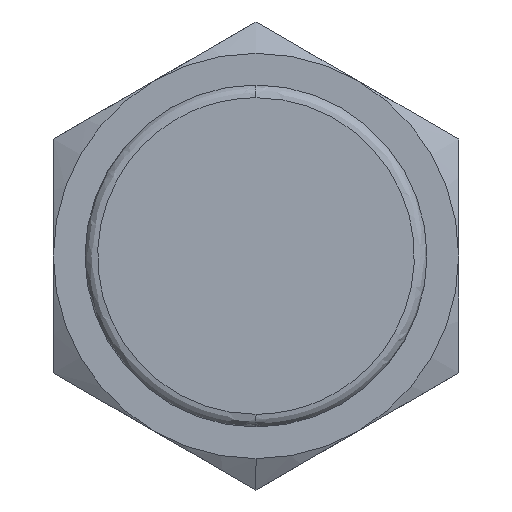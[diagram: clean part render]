
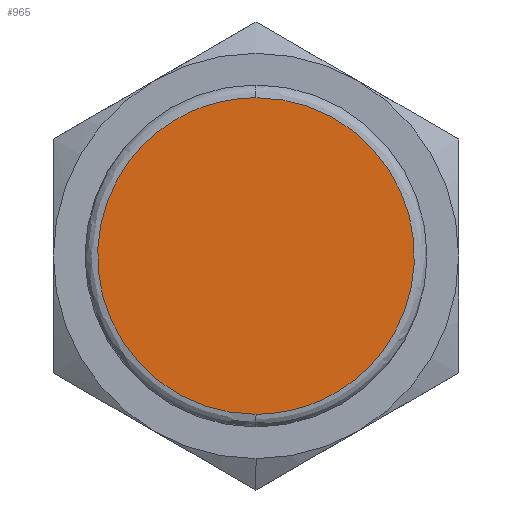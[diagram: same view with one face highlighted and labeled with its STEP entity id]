
A CAD part, left-side view. The second image highlights one B-rep face of the part: STEP entity #965.
In plain terms, the highlighted planar face has unit normal (-1, 0, 0).
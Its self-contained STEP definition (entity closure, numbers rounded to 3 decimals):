
#56 = CARTESIAN_POINT ( 'NONE',  ( -4.5, 0., -12.5 ) ) ;
#156 = CARTESIAN_POINT ( 'NONE',  ( -4.5, 0., -12.5 ) ) ;
#230 = CARTESIAN_POINT ( 'NONE',  ( -4.5, 0., 12.5 ) ) ;
#339 = EDGE_CURVE ( 'NONE', #1125, #2672, #703, .T. ) ;
#703 =( BOUNDED_CURVE ( )  B_SPLINE_CURVE ( 3, ( #2848, #1857, #3634, #1181 ),
 .UNSPECIFIED., .F., .F. ) 
 B_SPLINE_CURVE_WITH_KNOTS ( ( 4, 4 ),
 ( 0.25, 0.75 ),
 .UNSPECIFIED. ) 
 CURVE ( )  GEOMETRIC_REPRESENTATION_ITEM ( )  RATIONAL_B_SPLINE_CURVE ( ( 1., 0.333, 0.333, 1. ) ) 
 REPRESENTATION_ITEM ( '' )  );
#804 = ORIENTED_EDGE ( 'NONE', *, *, #339, .F. ) ;
#833 = CARTESIAN_POINT ( 'NONE',  ( -4.5, 25., 12.5 ) ) ;
#962 = DIRECTION ( 'NONE',  ( 0., 0., 1. ) ) ;
#965 = ADVANCED_FACE ( 'NONE', ( #3344 ), #3153, .T. ) ;
#1040 =( BOUNDED_CURVE ( )  B_SPLINE_CURVE ( 3, ( #156, #1810, #833, #3135 ),
 .UNSPECIFIED., .F., .T. ) 
 B_SPLINE_CURVE_WITH_KNOTS ( ( 4, 4 ),
 ( 0.75, 1.25 ),
 .UNSPECIFIED. ) 
 CURVE ( )  GEOMETRIC_REPRESENTATION_ITEM ( )  RATIONAL_B_SPLINE_CURVE ( ( 1., 0.333, 0.333, 1. ) ) 
 REPRESENTATION_ITEM ( '' )  );
#1125 = VERTEX_POINT ( 'NONE', #230 ) ;
#1133 = DIRECTION ( 'NONE',  ( -1., 0., 0. ) ) ;
#1181 = CARTESIAN_POINT ( 'NONE',  ( -4.5, 0., -12.5 ) ) ;
#1810 = CARTESIAN_POINT ( 'NONE',  ( -4.5, 25., -12.5 ) ) ;
#1857 = CARTESIAN_POINT ( 'NONE',  ( -4.5, -25., 12.5 ) ) ;
#2439 = AXIS2_PLACEMENT_3D ( 'NONE', #2595, #1133, #962 ) ;
#2595 = CARTESIAN_POINT ( 'NONE',  ( -4.5, 8.812, 0. ) ) ;
#2672 = VERTEX_POINT ( 'NONE', #56 ) ;
#2848 = CARTESIAN_POINT ( 'NONE',  ( -4.5, 0., 12.5 ) ) ;
#3135 = CARTESIAN_POINT ( 'NONE',  ( -4.5, 0., 12.5 ) ) ;
#3153 = PLANE ( 'NONE',  #2439 ) ;
#3344 = FACE_OUTER_BOUND ( 'NONE', #4136, .T. ) ;
#3412 = ORIENTED_EDGE ( 'NONE', *, *, #4266, .F. ) ;
#3634 = CARTESIAN_POINT ( 'NONE',  ( -4.5, -25., -12.5 ) ) ;
#4136 = EDGE_LOOP ( 'NONE', ( #3412, #804 ) ) ;
#4266 = EDGE_CURVE ( 'NONE', #2672, #1125, #1040, .T. ) ;
